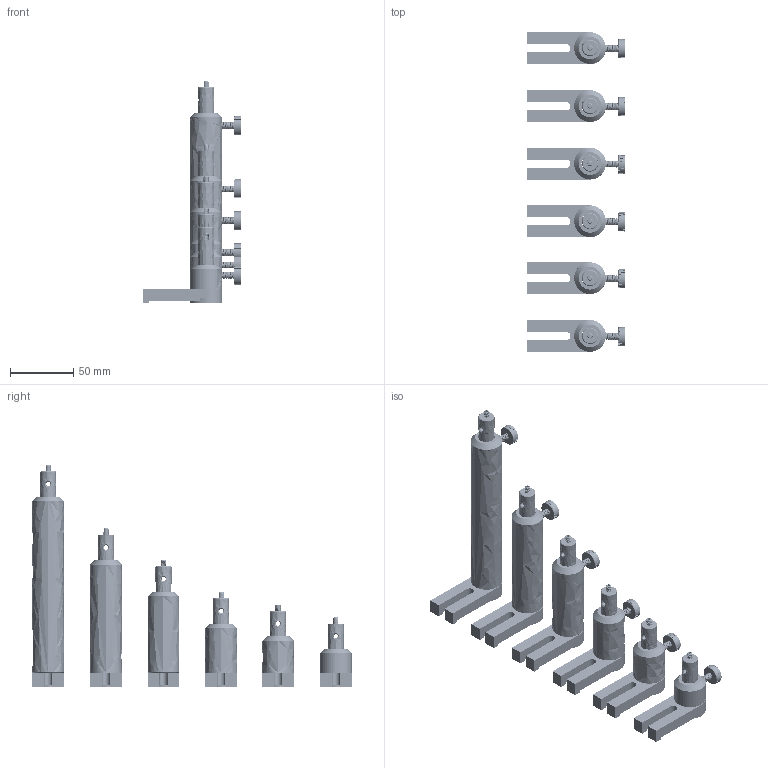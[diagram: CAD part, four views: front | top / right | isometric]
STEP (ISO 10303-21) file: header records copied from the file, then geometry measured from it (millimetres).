
FILE_DESCRIPTION(/* description */ (''),/* implementation_level */ '2;1');
FILE_NAME(/* name */ '06_MPHr-12.7',/* time_stamp */ '2024-12-24T11:16:28+03:00',/* author */ (''),/* organization */ (''),/* preprocessor_version */ 'ST-DEVELOPER v15',/* originating_system */ '',/* authorisation */ '');
FILE_SCHEMA (('AUTOMOTIVE_DESIGN'));
Products named in the file (1): Document
Bounding box: 77.88 x 251.83 x 175.05 mm (x, y, z)
Volume: 255929.4 mm3; surface area: 128150.3 mm2
Topology: 48 solids, 48 shells, 3372 faces, 9333 edges, 6117 vertices
Faces by surface type: bspline 1716, plane 1656
Entity records: 171364 total; most frequent: CARTESIAN_POINT 117019, ORIENTED_EDGE 18594, EDGE_CURVE 9297, VERTEX_POINT 6117, B_SPLINE_CURVE_WITH_KNOTS 4715, EDGE_LOOP 3540, ADVANCED_FACE 3372, FACE_OUTER_BOUND 3372
